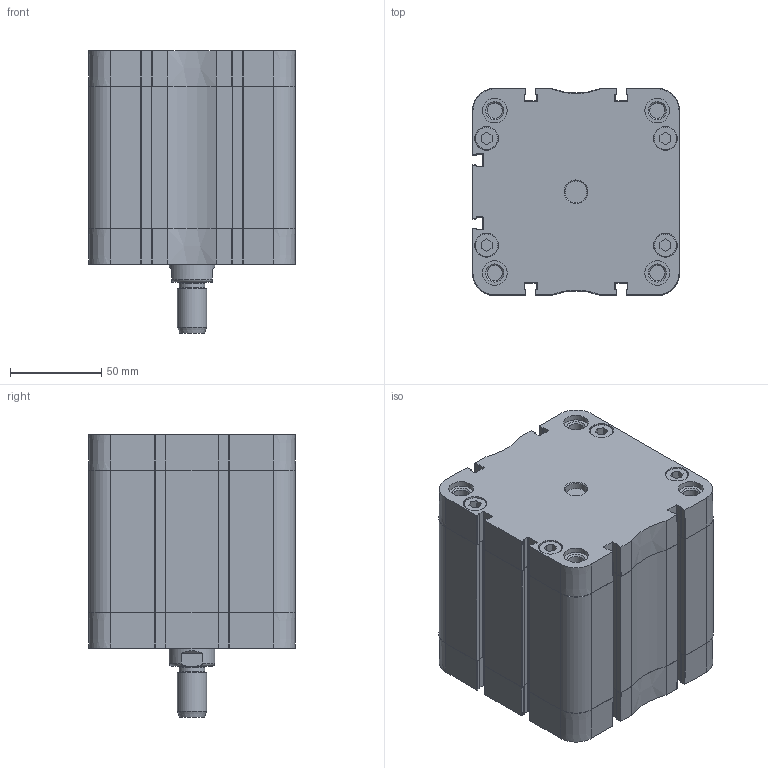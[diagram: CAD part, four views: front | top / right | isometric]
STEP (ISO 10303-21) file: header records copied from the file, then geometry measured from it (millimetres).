
FILE_DESCRIPTION( ( 'STEP AP214' ), '1' );
FILE_NAME( 'DM-100-0050-M.stp', ' ', ( ' ' ), ( ' ' ), ' ', ' ', ' ' );
FILE_SCHEMA (('AUTOMOTIVE_DESIGN { 1 0 10303 214 3 1 1 }'));
Products named in the file (1): (Unsaved)
Bounding box: 113.5 x 113.5 x 155 mm (x, y, z)
Volume: 833307.4 mm3; surface area: 162602.7 mm2
Topology: 5 solids, 5 shells, 1564 faces, 4256 edges, 2795 vertices
Faces by surface type: bspline 763, plane 517, cylinder 217, cone 45, torus 22
Full cylindrical faces by diameter (mm): 6 x1, 8.376 x8, 8.566 x3, 10.106 x1, 12 x1, 12.7 x4, 13.1 x8, 13.5 x8, 14 x1, 16 x1, 25 x1, 25.6 x1, 26.9 x1, 28 x1, 29.8 x1, 30 x1, 100 x1
Entity records: 55864 total; most frequent: CARTESIAN_POINT 21650, ORIENTED_EDGE 8352, DIRECTION 4679, EDGE_CURVE 4156, VERTEX_POINT 2785, LINE 2085, VECTOR 2085, EDGE_LOOP 1767
